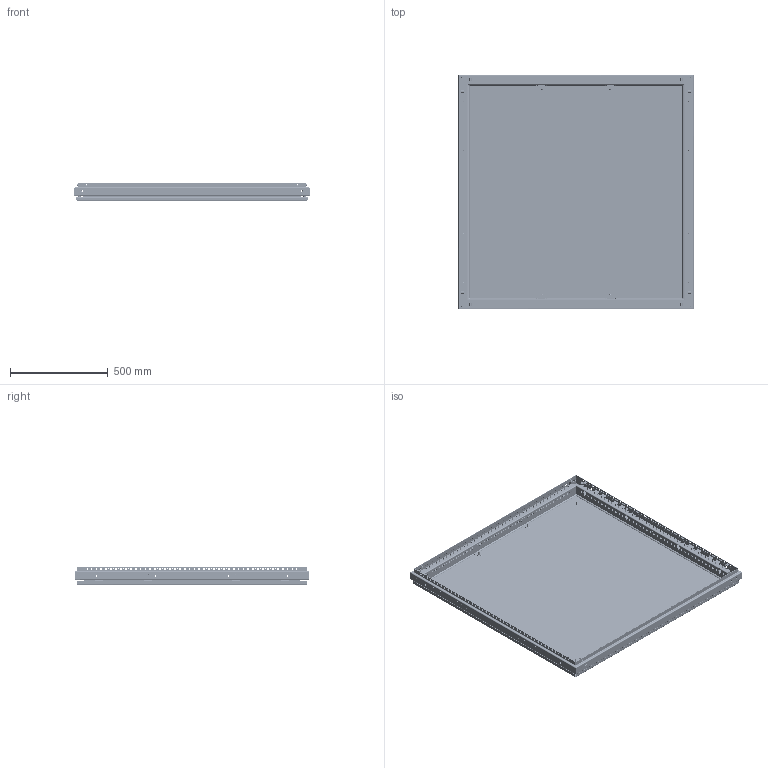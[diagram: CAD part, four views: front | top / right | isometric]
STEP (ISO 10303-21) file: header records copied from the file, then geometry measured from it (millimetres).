
FILE_DESCRIPTION (( 'STEP AP214' ), '1' );
FILE_NAME ('Ñâàðíàÿ ðàìà ñ çàäíåé ïàíåëüþ W1200H1200.STEP', '2024-08-14T04:41:32', ( '' ), ( '' ), 'SwSTEP 2.0', 'SolidWorks 2021', '' );
FILE_SCHEMA (( 'AUTOMOTIVE_DESIGN' ));
Length unit declared in the file: millimetre
Products named in the file (21): Çàäíÿÿ ïàíåëü ÑÁ W1200H1200; Çàêëåïêà ðåçüáîâàÿ Ì6 øåñòèãðàííàÿ ñ óìåíüøåííûì áîðòîì; Ãîðèçîíòàëüíûé ïðîôèëü W1200; Ãîðèçîíòàëüíûé ïðîôèëü1 W1200; Çàäíÿÿ ïàíåëü W1200H1200; Ãàéêà êëåòüåâàÿ DIN 88109-Ì6-(1,7-2,5)-Zn ; Âèíò Ì6õ16 ìåáåëüíûé; Áîêîâîé ïðîôèëü1 H1200; Áîêîâîé ïðîôèëü H1200; Ñâàðíàÿ ðàìà ñ çàäíåé ïàíåëüþ W1200H1200; Áîêîâîé ïðîôèëü2 H1200; Ñâàðíàÿ ðàìà W1200H1200; Êðåïëåíèå çàäíåé ïàíåëè; Âèíò Ì5õ10 ñ ïîëóêð. ãîëîâêîé; Áîáûøêà; Øïèëüêà ïðèâàðíàÿ Ì6õ16; Çàêëåïêà ðåçüáîâàÿ Ì8 øåñòèãðàííàÿ ñ óìåíüøåííûì áîðòîì; Ãîðèçîíòàëüíûé ïðîôèëü2 W1200; 600.000; 603.000; Ãàñêåòèíã çàäíåé ïàíåëè W1200H1200
Assembly tree (112 placements, depth 4):
  Ñâàðíàÿ ðàìà ñ çàäíåé ïàíåëüþ W1200H1200
    Ñâàðíàÿ ðàìà W1200H1200
      Ãîðèçîíòàëüíûé ïðîôèëü W1200  x2
        Ãîðèçîíòàëüíûé ïðîôèëü1 W1200
        Ãîðèçîíòàëüíûé ïðîôèëü2 W1200
        600.000
        Áîáûøêà
      Áîêîâîé ïðîôèëü H1200  x2
        Áîêîâîé ïðîôèëü1 H1200
        Áîêîâîé ïðîôèëü2 H1200
      Çàêëåïêà ðåçüáîâàÿ Ì8 øåñòèãðàííàÿ ñ óìåíüøåííûì áîðòîì  x8
      Çàêëåïêà ðåçüáîâàÿ Ì6 øåñòèãðàííàÿ ñ óìåíüøåííûì áîðòîì  x26
    Çàäíÿÿ ïàíåëü ÑÁ W1200H1200
      Çàäíÿÿ ïàíåëü W1200H1200
      Ãàñêåòèíã çàäíåé ïàíåëè W1200H1200
      Øïèëüêà ïðèâàðíàÿ Ì6õ16  x2
    Êðåïëåíèå çàäíåé ïàíåëè  x8
    603.000  x4
    Çàêëåïêà ðåçüáîâàÿ Ì6 øåñòèãðàííàÿ ñ óìåíüøåííûì áîðòîì  x4
    Âèíò Ì6õ16 ìåáåëüíûé  x28
    Ãàéêà êëåòüåâàÿ DIN 88109-Ì6-(1,7-2,5)-Zn   x8
    Âèíò Ì5õ10 ñ ïîëóêð. ãîëîâêîé  x8
Bounding box: 1201.2 x 1196 x 90.9 mm (x, y, z)
Volume: 4652339.2 mm3; surface area: 5375416.9 mm2
Topology: 114 solids, 114 shells, 9461 faces, 24899 edges, 15732 vertices
Faces by surface type: plane 4937, cylinder 3574, cone 560, bspline 314, torus 60, sphere 16
Entity records: 87841 total; most frequent: CARTESIAN_POINT 24348, ORIENTED_EDGE 12986, DIRECTION 12390, EDGE_CURVE 6493, VECTOR 4768, LINE 4768, VERTEX_POINT 4205, AXIS2_PLACEMENT_3D 3811
